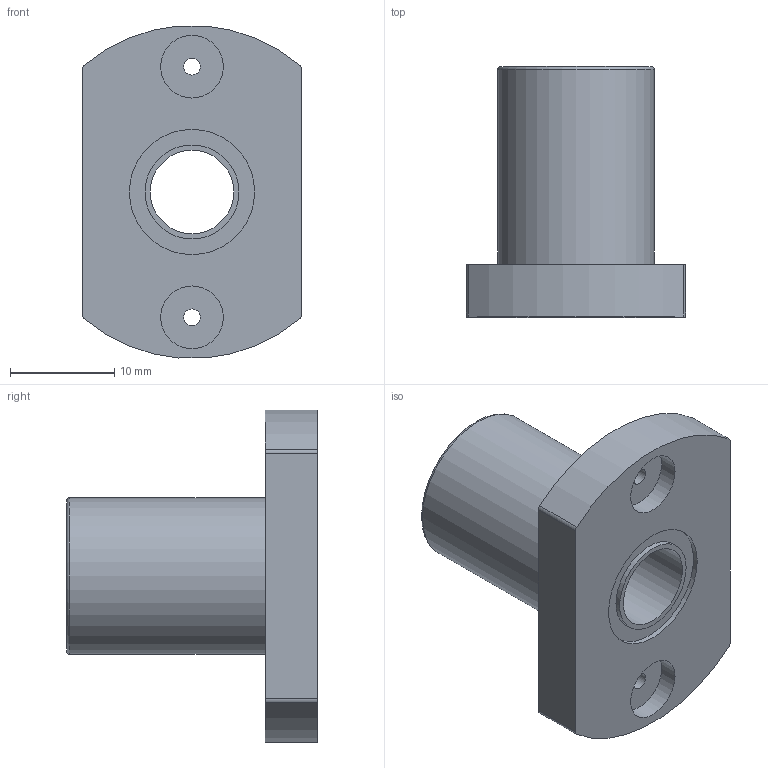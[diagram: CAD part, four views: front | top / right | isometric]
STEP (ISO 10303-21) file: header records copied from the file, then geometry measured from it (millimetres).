
FILE_DESCRIPTION(('FreeCAD Model'),'2;1');
FILE_NAME('Open CASCADE Shape Model','2025-11-26T23:39:25',('Author'),( ''),'Open CASCADE STEP processor 7.8','FreeCAD','Unknown');
FILE_SCHEMA(('AUTOMOTIVE_DESIGN { 1 0 10303 214 1 1 1 1 }'));
Length unit declared in the file: millimetre
Products named in the file (4): Bearing_Oval_LMH8; Body; Body001; Body002
Assembly tree (3 placements, depth 2):
  Bearing_Oval_LMH8
    Body
    Body001
    Body002
Bounding box: 21 x 24 x 31.79 mm (x, y, z)
Volume: 5072.9 mm3; surface area: 6283.5 mm2
Topology: 3 solids, 3 shells, 29 faces, 58 edges, 38 vertices
Faces by surface type: cylinder 16, plane 11, torus 2
Full cylindrical faces by diameter (mm): 1.6 x2, 6 x2, 8 x1, 9 x2, 12 x2, 15 x1
Entity records: 885 total; most frequent: DIRECTION 159, CARTESIAN_POINT 130, ORIENTED_EDGE 116, AXIS2_PLACEMENT_3D 69, EDGE_CURVE 58, FACE_BOUND 42, EDGE_LOOP 42, VERTEX_POINT 38
